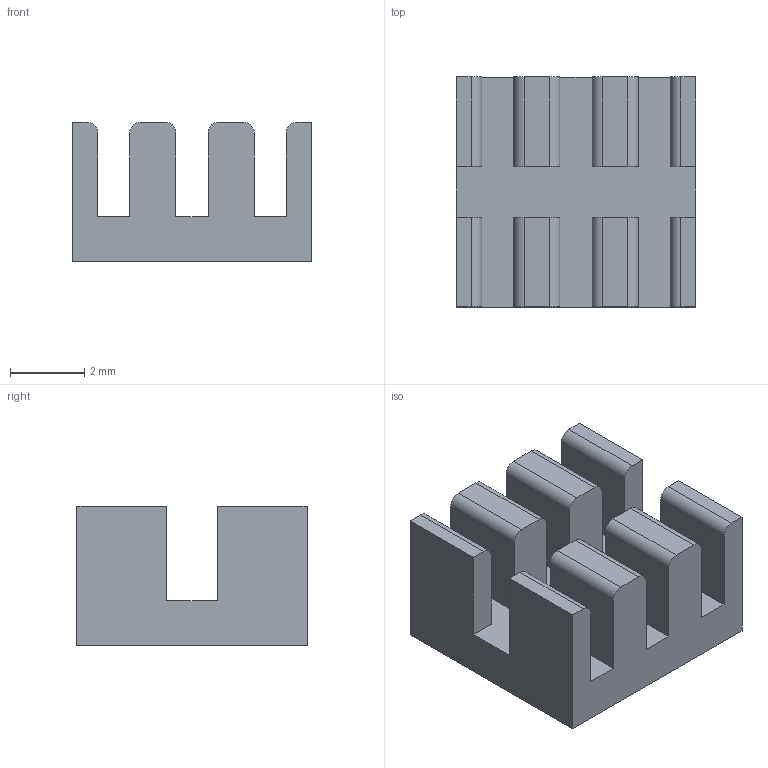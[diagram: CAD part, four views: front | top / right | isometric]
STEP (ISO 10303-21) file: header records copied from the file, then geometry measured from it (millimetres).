
FILE_DESCRIPTION(/* description */ ('Unknown'),/* implementation_level */ '2;1');
FILE_NAME(/* name */ '6x6x4mm',/* time_stamp */ '2019-01-10T10:58:18-05:00',/* author */ ('Unknown'),/* organization */ ('Unknown'),/* preprocessor_version */ 'ST-DEVELOPER v16.7',/* originating_system */ 'DEX',/* authorisation */ $);
FILE_SCHEMA (('AUTOMOTIVE_DESIGN {1 0 10303 214 3 1 1}'));
Length unit declared in the file: millimetre
Products named in the file (1): 6x6x4mm
Bounding box: 6.45 x 6.2 x 3.76 mm (x, y, z)
Volume: 95.4 mm3; surface area: 255.1 mm2
Topology: 1 solids, 21 shells, 219 faces, 531 edges, 354 vertices
Faces by surface type: plane 167, bspline 40, cylinder 12
Entity records: 7745 total; most frequent: CARTESIAN_POINT 3215, ORIENTED_EDGE 1054, DIRECTION 645, EDGE_CURVE 527, VERTEX_POINT 354, B_SPLINE_CURVE_WITH_KNOTS 266, LINE 237, VECTOR 237
